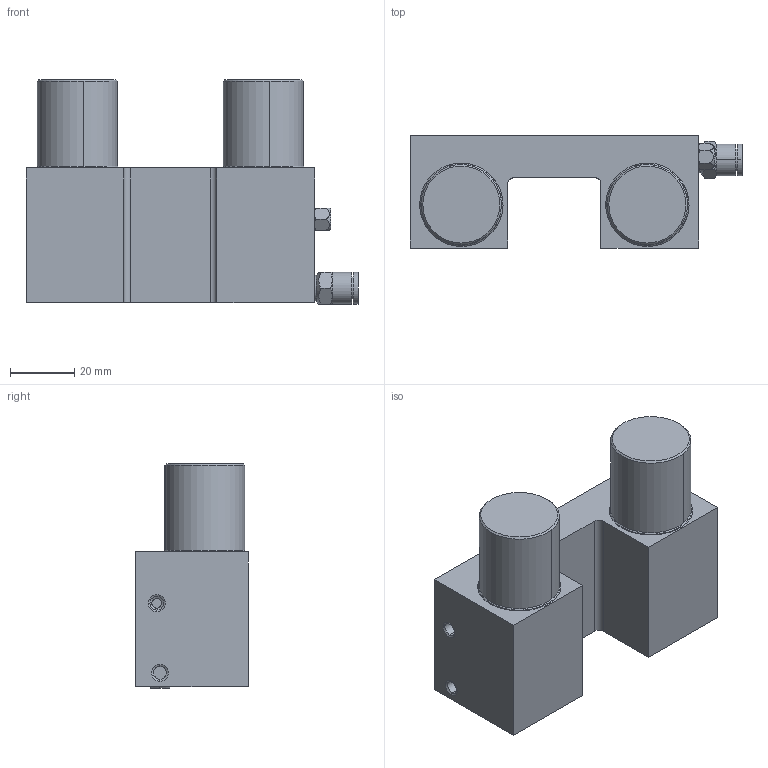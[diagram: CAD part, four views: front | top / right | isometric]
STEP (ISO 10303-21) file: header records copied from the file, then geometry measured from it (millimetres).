
FILE_DESCRIPTION (( 'STEP AP214' ), '1' );
FILE_NAME ('CPS30S(³£±ÕÐÍ).STEP', '2019-10-17T03:00:24', ( 'USER-' ), ( 'MS' ), 'SwSTEP 2.0', 'SolidWorks 2012', '' );
FILE_SCHEMA (( 'AUTOMOTIVE_DESIGN' ));
Length unit declared in the file: millimetre
Products named in the file (1): CPS30S(都敕倰)
Bounding box: 103.5 x 35 x 70 mm (x, y, z)
Volume: 131877.9 mm3; surface area: 28695.2 mm2
Topology: 5 solids, 7 shells, 153 faces, 328 edges, 196 vertices
Faces by surface type: cylinder 56, cone 48, plane 45, torus 4
Entity records: 6115 total; most frequent: CARTESIAN_POINT 1026, DIRECTION 744, ORIENTED_EDGE 640, EDGE_CURVE 320, AXIS2_PLACEMENT_3D 302, VERTEX_POINT 196, EDGE_LOOP 172, UNCERTAINTY_MEASURE_WITH_UNIT 160
